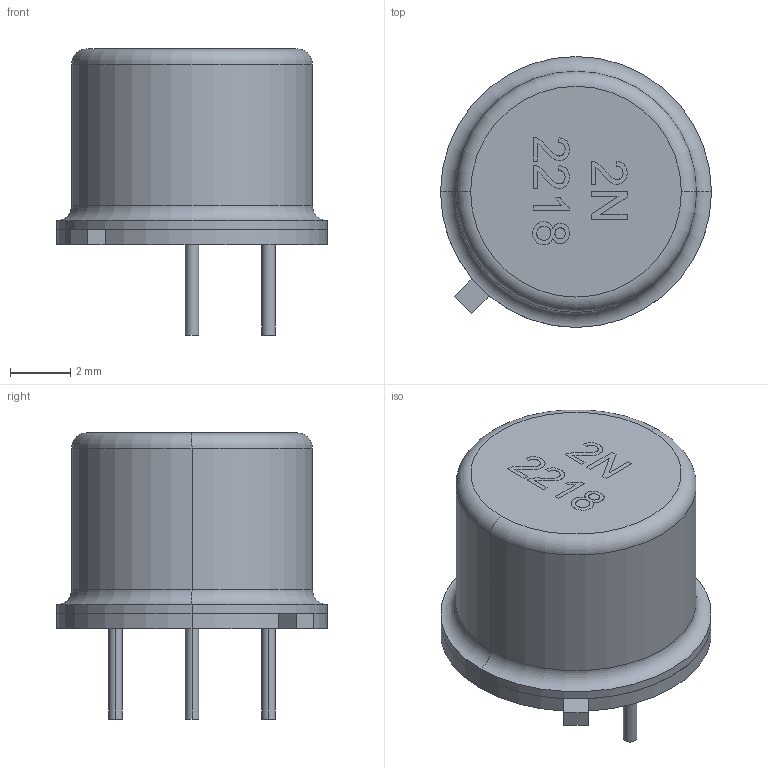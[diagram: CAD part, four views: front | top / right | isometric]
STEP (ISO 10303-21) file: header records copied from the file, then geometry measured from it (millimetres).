
FILE_DESCRIPTION (( 'STEP AP214' ), '1' );
FILE_NAME ('5356B3C1-EB67-4757-9ED3-50EFF3C26E07.STEP', '2023-09-03T03:47:36', ( '' ), ( '' ), 'SwSTEP 2.0', 'SolidWorks 2022', '' );
FILE_SCHEMA (( 'AUTOMOTIVE_DESIGN' ));
Length unit declared in the file: millimetre
Products named in the file (1): 5356B3C1-EB67-4757-9ED3-50EFF3C26E07
Bounding box: 9 x 9 x 9.5 mm (x, y, z)
Volume: 338.9 mm3; surface area: 425.8 mm2
Topology: 4 solids, 4 shells, 43 faces, 138 edges, 114 vertices
Faces by surface type: plane 22, cylinder 13, torus 8
Entity records: 2630 total; most frequent: CARTESIAN_POINT 990, ORIENTED_EDGE 276, DIRECTION 225, EDGE_CURVE 138, VERTEX_POINT 114, AXIS2_PLACEMENT_3D 88, EDGE_LOOP 54, VECTOR 49
